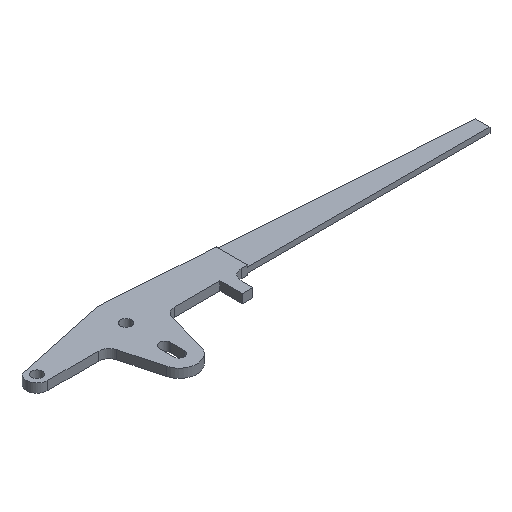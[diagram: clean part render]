
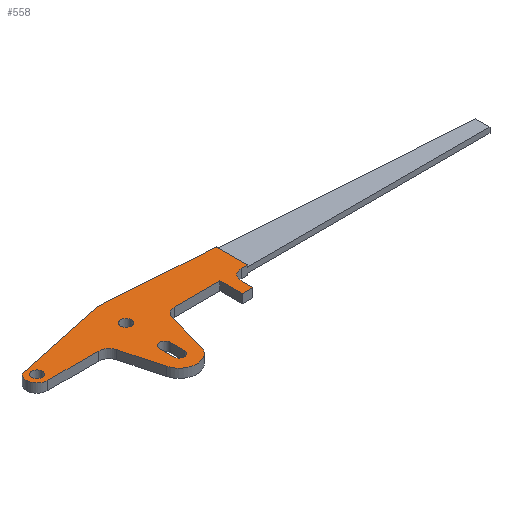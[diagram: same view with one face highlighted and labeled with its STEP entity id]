
A CAD part, isometric view. The second image highlights one B-rep face of the part: STEP entity #558.
In plain terms, the highlighted planar face has unit normal (0, 0, 1).
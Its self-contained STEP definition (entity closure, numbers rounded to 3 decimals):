
#15=FACE_BOUND('',#100,.T.);
#16=FACE_BOUND('',#101,.T.);
#17=FACE_BOUND('',#102,.T.);
#22=CIRCLE('',#580,12.);
#24=CIRCLE('',#587,12.);
#26=CIRCLE('',#594,12.);
#28=CIRCLE('',#598,12.);
#30=CIRCLE('',#602,20.);
#32=CIRCLE('',#605,6.);
#34=CIRCLE('',#609,6.);
#35=CIRCLE('',#611,6.);
#37=CIRCLE('',#616,6.);
#71=FACE_OUTER_BOUND('',#99,.T.);
#99=EDGE_LOOP('',(#460,#461,#462,#463,#464,#465,#466,#467,#468,#469,#470,
#471,#472,#473,#474,#475));
#100=EDGE_LOOP('',(#476));
#101=EDGE_LOOP('',(#477));
#102=EDGE_LOOP('',(#478,#479,#480,#481));
#118=LINE('',#801,#178);
#121=LINE('',#807,#181);
#124=LINE('',#813,#184);
#127=LINE('',#819,#187);
#134=LINE('',#836,#194);
#137=LINE('',#842,#197);
#140=LINE('',#848,#200);
#146=LINE('',#859,#206);
#150=LINE('',#871,#210);
#154=LINE('',#883,#214);
#160=LINE('',#904,#220);
#164=LINE('',#919,#224);
#166=LINE('',#922,#226);
#178=VECTOR('',#643,51.225);
#181=VECTOR('',#648,25.);
#184=VECTOR('',#653,12.);
#187=VECTOR('',#658,13.);
#194=VECTOR('',#673,7.);
#197=VECTOR('',#678,35.206);
#200=VECTOR('',#683,125.309);
#206=VECTOR('',#691,110.26);
#210=VECTOR('',#703,57.225);
#214=VECTOR('',#715,45.844);
#220=VECTOR('',#735,16.);
#224=VECTOR('',#753,45.844);
#226=VECTOR('',#757,16.);
#236=VERTEX_POINT('',#791);
#237=VERTEX_POINT('',#793);
#239=VERTEX_POINT('',#799);
#241=VERTEX_POINT('',#805);
#243=VERTEX_POINT('',#811);
#245=VERTEX_POINT('',#817);
#247=VERTEX_POINT('',#823);
#251=VERTEX_POINT('',#834);
#253=VERTEX_POINT('',#840);
#255=VERTEX_POINT('',#846);
#259=VERTEX_POINT('',#857);
#261=VERTEX_POINT('',#863);
#263=VERTEX_POINT('',#869);
#265=VERTEX_POINT('',#875);
#267=VERTEX_POINT('',#881);
#269=VERTEX_POINT('',#887);
#272=VERTEX_POINT('',#894);
#273=VERTEX_POINT('',#896);
#275=VERTEX_POINT('',#902);
#277=VERTEX_POINT('',#908);
#278=VERTEX_POINT('',#912);
#280=VERTEX_POINT('',#924);
#288=EDGE_CURVE('',#236,#237,#22,.T.);
#292=EDGE_CURVE('',#239,#236,#118,.T.);
#295=EDGE_CURVE('',#241,#239,#121,.T.);
#298=EDGE_CURVE('',#243,#241,#124,.T.);
#301=EDGE_CURVE('',#245,#243,#127,.T.);
#304=EDGE_CURVE('',#247,#245,#24,.T.);
#310=EDGE_CURVE('',#251,#247,#134,.T.);
#313=EDGE_CURVE('',#253,#251,#137,.T.);
#316=EDGE_CURVE('',#255,#253,#140,.T.);
#322=EDGE_CURVE('',#259,#255,#146,.T.);
#325=EDGE_CURVE('',#259,#261,#26,.T.);
#328=EDGE_CURVE('',#263,#261,#150,.T.);
#331=EDGE_CURVE('',#265,#263,#28,.T.);
#334=EDGE_CURVE('',#267,#265,#154,.T.);
#337=EDGE_CURVE('',#269,#267,#30,.F.);
#340=EDGE_CURVE('',#272,#273,#32,.T.);
#344=EDGE_CURVE('',#275,#272,#160,.T.);
#347=EDGE_CURVE('',#277,#275,#34,.T.);
#348=EDGE_CURVE('',#278,#278,#35,.T.);
#352=EDGE_CURVE('',#237,#269,#164,.T.);
#354=EDGE_CURVE('',#277,#273,#166,.T.);
#355=EDGE_CURVE('',#280,#280,#37,.T.);
#460=ORIENTED_EDGE('',*,*,#288,.F.);
#461=ORIENTED_EDGE('',*,*,#292,.F.);
#462=ORIENTED_EDGE('',*,*,#295,.F.);
#463=ORIENTED_EDGE('',*,*,#298,.F.);
#464=ORIENTED_EDGE('',*,*,#301,.F.);
#465=ORIENTED_EDGE('',*,*,#304,.F.);
#466=ORIENTED_EDGE('',*,*,#310,.F.);
#467=ORIENTED_EDGE('',*,*,#313,.F.);
#468=ORIENTED_EDGE('',*,*,#316,.F.);
#469=ORIENTED_EDGE('',*,*,#322,.F.);
#470=ORIENTED_EDGE('',*,*,#325,.T.);
#471=ORIENTED_EDGE('',*,*,#328,.F.);
#472=ORIENTED_EDGE('',*,*,#331,.F.);
#473=ORIENTED_EDGE('',*,*,#334,.F.);
#474=ORIENTED_EDGE('',*,*,#337,.F.);
#475=ORIENTED_EDGE('',*,*,#352,.F.);
#476=ORIENTED_EDGE('',*,*,#348,.F.);
#477=ORIENTED_EDGE('',*,*,#355,.F.);
#478=ORIENTED_EDGE('',*,*,#340,.F.);
#479=ORIENTED_EDGE('',*,*,#344,.F.);
#480=ORIENTED_EDGE('',*,*,#347,.F.);
#481=ORIENTED_EDGE('',*,*,#354,.T.);
#530=PLANE('',#618);
#558=ADVANCED_FACE('',(#71,#15,#16,#17),#530,.T.);
#580=AXIS2_PLACEMENT_3D('',#794,#636,#637);
#587=AXIS2_PLACEMENT_3D('',#825,#664,#665);
#594=AXIS2_PLACEMENT_3D('',#865,#697,#698);
#598=AXIS2_PLACEMENT_3D('',#877,#709,#710);
#602=AXIS2_PLACEMENT_3D('',#889,#721,#722);
#605=AXIS2_PLACEMENT_3D('',#897,#728,#729);
#609=AXIS2_PLACEMENT_3D('',#910,#741,#742);
#611=AXIS2_PLACEMENT_3D('',#913,#745,#746);
#616=AXIS2_PLACEMENT_3D('',#925,#760,#761);
#618=AXIS2_PLACEMENT_3D('',#929,#765,#766);
#636=DIRECTION('center_axis',(0.,0.,1.));
#637=DIRECTION('ref_axis',(1.,0.,0.));
#643=DIRECTION('',(-1.,0.,0.));
#648=DIRECTION('',(0.,1.,0.));
#653=DIRECTION('',(-1.,0.,0.));
#658=DIRECTION('',(0.,-1.,0.));
#664=DIRECTION('center_axis',(0.,0.,1.));
#665=DIRECTION('ref_axis',(1.,0.,0.));
#673=DIRECTION('',(-1.,0.,0.));
#678=DIRECTION('',(0.,-1.,0.));
#683=DIRECTION('',(0.998,-0.07,0.));
#691=DIRECTION('',(0.978,0.208,0.));
#697=DIRECTION('center_axis',(0.,0.,1.));
#698=DIRECTION('ref_axis',(1.,0.,0.));
#703=DIRECTION('',(-1.,0.,0.));
#709=DIRECTION('center_axis',(0.,0.,1.));
#710=DIRECTION('ref_axis',(1.,0.,0.));
#715=DIRECTION('',(-0.259,0.966,0.));
#721=DIRECTION('center_axis',(0.,0.,1.));
#722=DIRECTION('ref_axis',(1.,0.,0.));
#728=DIRECTION('center_axis',(0.,0.,1.));
#729=DIRECTION('ref_axis',(1.,0.,0.));
#735=DIRECTION('',(0.,1.,0.));
#741=DIRECTION('center_axis',(0.,0.,1.));
#742=DIRECTION('ref_axis',(1.,0.,0.));
#745=DIRECTION('center_axis',(0.,0.,1.));
#746=DIRECTION('ref_axis',(1.,0.,0.));
#753=DIRECTION('',(-0.259,-0.966,0.));
#757=DIRECTION('',(0.,1.,0.));
#760=DIRECTION('center_axis',(0.,0.,1.));
#761=DIRECTION('ref_axis',(1.,0.,0.));
#765=DIRECTION('center_axis',(0.,0.,1.));
#766=DIRECTION('ref_axis',(1.,0.,0.));
#791=CARTESIAN_POINT('',(142.775,-12.,5.));
#793=CARTESIAN_POINT('',(131.184,-20.894,5.));
#794=CARTESIAN_POINT('Origin',(142.775,-24.,5.));
#799=CARTESIAN_POINT('',(194.,-12.,5.));
#801=CARTESIAN_POINT('',(194.,-12.,5.));
#805=CARTESIAN_POINT('',(194.,-37.,5.));
#807=CARTESIAN_POINT('',(194.,-37.,5.));
#811=CARTESIAN_POINT('',(206.,-37.,5.));
#813=CARTESIAN_POINT('',(206.,-37.,5.));
#817=CARTESIAN_POINT('',(206.,-24.,5.));
#819=CARTESIAN_POINT('',(206.,-24.,5.));
#823=CARTESIAN_POINT('',(218.,-12.,5.));
#825=CARTESIAN_POINT('Origin',(218.,-24.,5.));
#834=CARTESIAN_POINT('',(225.,-12.,5.));
#836=CARTESIAN_POINT('',(225.,-12.,5.));
#840=CARTESIAN_POINT('',(225.,23.206,5.));
#842=CARTESIAN_POINT('',(225.,23.206,5.));
#846=CARTESIAN_POINT('',(100.,32.,5.));
#848=CARTESIAN_POINT('',(100.,32.,5.));
#857=CARTESIAN_POINT('',(-7.851,9.076,5.));
#859=CARTESIAN_POINT('',(-7.851,9.076,5.));
#863=CARTESIAN_POINT('',(0.,-12.,5.));
#865=CARTESIAN_POINT('Origin',(0.,0.,5.));
#869=CARTESIAN_POINT('',(57.225,-12.,5.));
#871=CARTESIAN_POINT('',(57.225,-12.,5.));
#875=CARTESIAN_POINT('',(68.816,-20.894,5.));
#877=CARTESIAN_POINT('Origin',(57.225,-24.,5.));
#881=CARTESIAN_POINT('',(80.681,-65.176,5.));
#883=CARTESIAN_POINT('',(80.681,-65.176,5.));
#887=CARTESIAN_POINT('',(119.319,-65.176,5.));
#889=CARTESIAN_POINT('Origin',(100.,-60.,5.));
#894=CARTESIAN_POINT('',(106.,-44.,5.));
#896=CARTESIAN_POINT('',(94.,-44.,5.));
#897=CARTESIAN_POINT('Origin',(100.,-44.,5.));
#902=CARTESIAN_POINT('',(106.,-60.,5.));
#904=CARTESIAN_POINT('',(106.,-60.,5.));
#908=CARTESIAN_POINT('',(94.,-60.,5.));
#910=CARTESIAN_POINT('Origin',(100.,-60.,5.));
#912=CARTESIAN_POINT('',(106.,0.,5.));
#913=CARTESIAN_POINT('Origin',(100.,0.,5.));
#919=CARTESIAN_POINT('',(131.184,-20.894,5.));
#922=CARTESIAN_POINT('',(94.,-60.,5.));
#924=CARTESIAN_POINT('',(6.,0.,5.));
#925=CARTESIAN_POINT('Origin',(0.,0.,5.));
#929=CARTESIAN_POINT('Origin',(0.,0.,5.));
